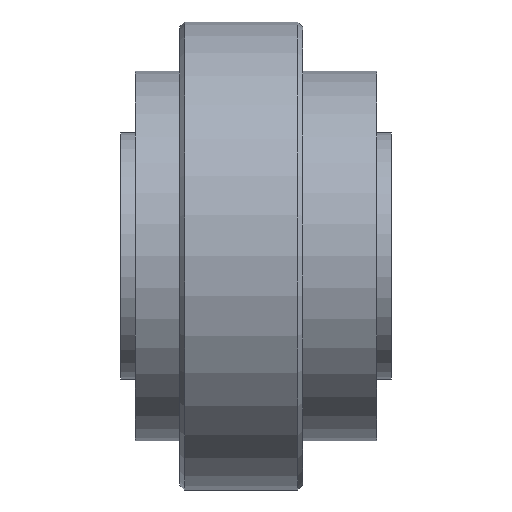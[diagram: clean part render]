
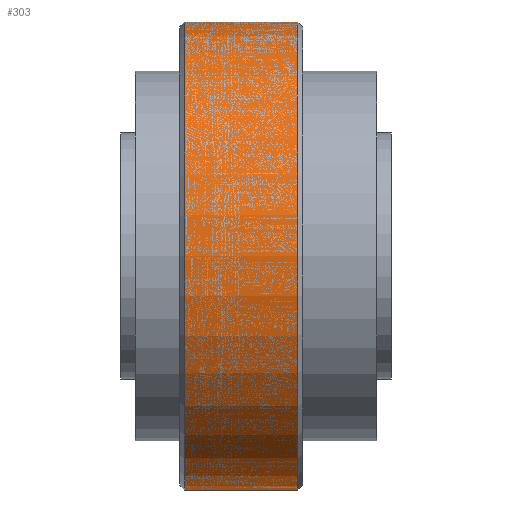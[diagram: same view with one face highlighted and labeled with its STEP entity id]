
A CAD part, top view. The second image highlights one B-rep face of the part: STEP entity #303.
In plain terms, the highlighted cylindrical face has radius 9.5 mm (diameter 19 mm), a full revolution.
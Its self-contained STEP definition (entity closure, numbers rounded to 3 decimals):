
#283 = EDGE_CURVE('',#284,#284,#286,.T.);
#284 = VERTEX_POINT('',#285);
#285 = CARTESIAN_POINT('',(1.7,0.,-9.5));
#286 = CIRCLE('',#287,9.5);
#287 = AXIS2_PLACEMENT_3D('',#288,#289,#290);
#288 = CARTESIAN_POINT('',(1.7,0.,0.));
#289 = DIRECTION('',(1.,-0.,0.));
#290 = DIRECTION('',(0.,0.,-1.));
#303 = ADVANCED_FACE('',(#304),#322,.T.);
#304 = FACE_BOUND('',#305,.T.);
#305 = EDGE_LOOP('',(#306,#315,#320,#321));
#306 = ORIENTED_EDGE('',*,*,#307,.T.);
#307 = EDGE_CURVE('',#308,#308,#310,.T.);
#308 = VERTEX_POINT('',#309);
#309 = CARTESIAN_POINT('',(-2.9,0.,-9.5));
#310 = CIRCLE('',#311,9.5);
#311 = AXIS2_PLACEMENT_3D('',#312,#313,#314);
#312 = CARTESIAN_POINT('',(-2.9,0.,0.));
#313 = DIRECTION('',(1.,-0.,0.));
#314 = DIRECTION('',(0.,0.,-1.));
#315 = ORIENTED_EDGE('',*,*,#316,.T.);
#316 = EDGE_CURVE('',#308,#284,#317,.T.);
#317 = B_SPLINE_CURVE_WITH_KNOTS('',1,(#318,#319),.UNSPECIFIED.,.F.,.F.,
  (2,2),(-7.8,-3.2),.PIECEWISE_BEZIER_KNOTS.);
#318 = CARTESIAN_POINT('',(-2.9,0.,-9.5));
#319 = CARTESIAN_POINT('',(1.7,0.,-9.5));
#320 = ORIENTED_EDGE('',*,*,#283,.F.);
#321 = ORIENTED_EDGE('',*,*,#316,.F.);
#322 = CYLINDRICAL_SURFACE('',#323,9.5);
#323 = AXIS2_PLACEMENT_3D('',#324,#325,#326);
#324 = CARTESIAN_POINT('',(4.9,0.,0.));
#325 = DIRECTION('',(1.,0.,0.));
#326 = DIRECTION('',(0.,0.,-1.));
